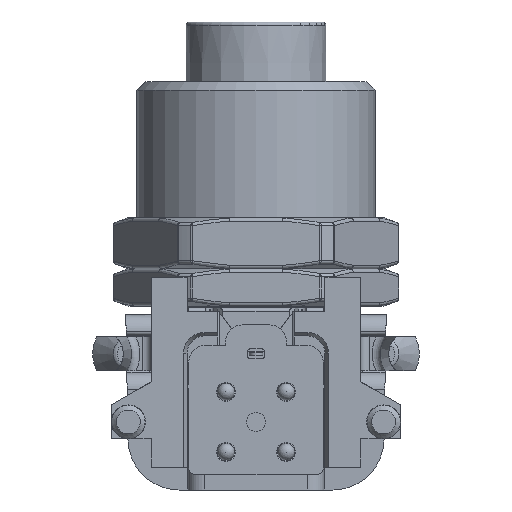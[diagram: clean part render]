
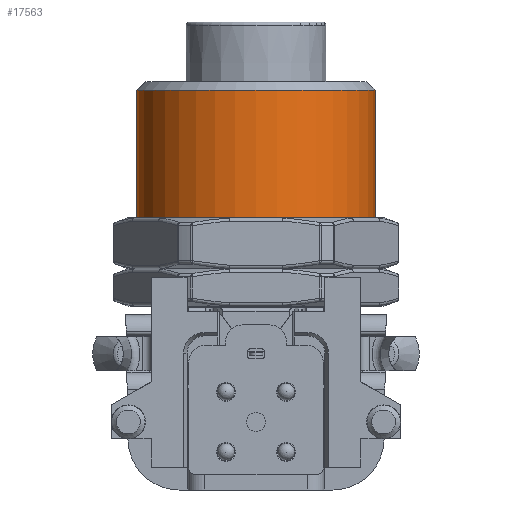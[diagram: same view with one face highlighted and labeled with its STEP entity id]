
A CAD part, front view. The second image highlights one B-rep face of the part: STEP entity #17563.
In plain terms, the highlighted cylindrical face has radius 7 mm (diameter 14 mm), a full revolution.
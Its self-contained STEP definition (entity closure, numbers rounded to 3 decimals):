
#3922=CYLINDRICAL_SURFACE('',#19077,7.);
#6165=ORIENTED_EDGE('',*,*,#10395,.F.);
#6166=ORIENTED_EDGE('',*,*,#10396,.T.);
#10395=EDGE_CURVE('',#12686,#12686,#13899,.T.);
#10396=EDGE_CURVE('',#12687,#12687,#13900,.T.);
#12686=VERTEX_POINT('',#33700);
#12687=VERTEX_POINT('',#33703);
#13899=CIRCLE('',#19076,7.);
#13900=CIRCLE('',#19078,7.);
#15012=EDGE_LOOP('',(#6165));
#15013=EDGE_LOOP('',(#6166));
#16274=FACE_BOUND('',#15012,.T.);
#16275=FACE_BOUND('',#15013,.T.);
#17563=ADVANCED_FACE('',(#16274,#16275),#3922,.T.);
#19076=AXIS2_PLACEMENT_3D('',#33699,#22220,#22221);
#19077=AXIS2_PLACEMENT_3D('',#33701,#22222,#22223);
#19078=AXIS2_PLACEMENT_3D('',#33702,#22224,#22225);
#22220=DIRECTION('',(0.,0.,1.));
#22221=DIRECTION('',(-1.,0.,0.));
#22222=DIRECTION('',(0.,0.,1.));
#22223=DIRECTION('',(0.,1.,0.));
#22224=DIRECTION('',(0.,0.,1.));
#22225=DIRECTION('',(0.,-1.,0.));
#33699=CARTESIAN_POINT('',(0.,0.,-4.));
#33700=CARTESIAN_POINT('',(-7.,0.,-4.));
#33701=CARTESIAN_POINT('',(0.,0.,-11.65));
#33702=CARTESIAN_POINT('',(0.,0.,-11.5));
#33703=CARTESIAN_POINT('',(0.,-7.,-11.5));
